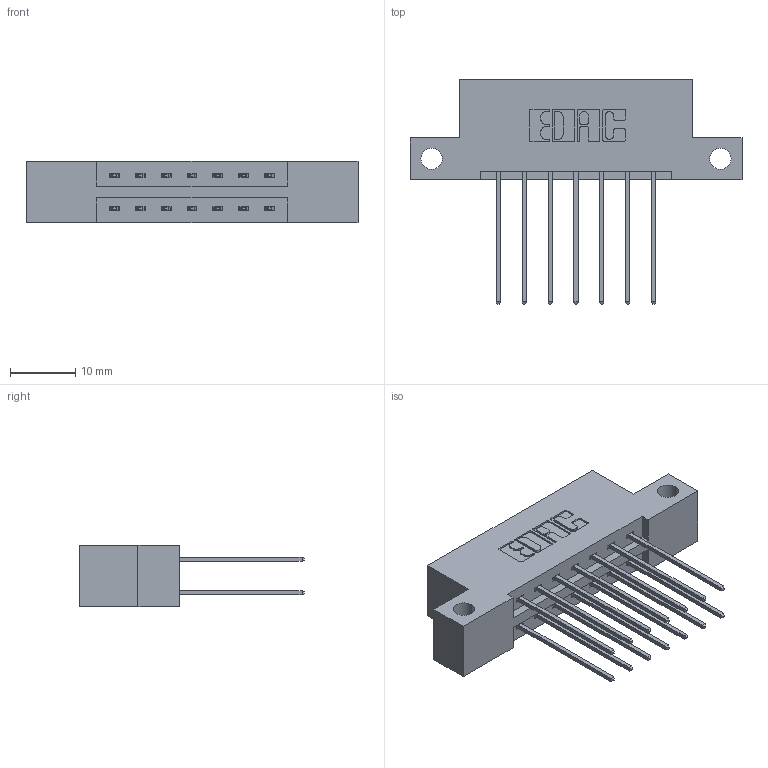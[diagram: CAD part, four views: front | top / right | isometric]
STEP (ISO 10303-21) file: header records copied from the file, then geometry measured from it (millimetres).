
FILE_DESCRIPTION (( 'STEP AP203' ), '1' );
FILE_NAME ('337-014-541-212.STEP', '2019-10-08T11:47:18', ( '' ), ( '' ), 'SwSTEP 2.0', 'SolidWorks 2016', '' );
FILE_SCHEMA (( 'CONFIG_CONTROL_DESIGN' ));
Length unit declared in the file: inch
Products named in the file (3): 337-014-541-212; 337 Part_Flush Mounting Lugs - Side Mount; 345-292-001_345-293-141
Assembly tree (15 placements, depth 2):
  337-014-541-212
    337 Part_Flush Mounting Lugs - Side Mount
    345-292-001_345-293-141  x14
Bounding box: 50.75 x 34.3 x 9.4 mm (x, y, z)
Volume: 4875.5 mm3; surface area: 5421.7 mm2
Topology: 15 solids, 15 shells, 870 faces, 2565 edges, 1690 vertices
Faces by surface type: plane 602, cylinder 268
Entity records: 9975 total; most frequent: CARTESIAN_POINT 1710, ORIENTED_EDGE 1646, DIRECTION 1519, EDGE_CURVE 823, VECTOR 695, LINE 695, VERTEX_POINT 546, AXIS2_PLACEMENT_3D 412
